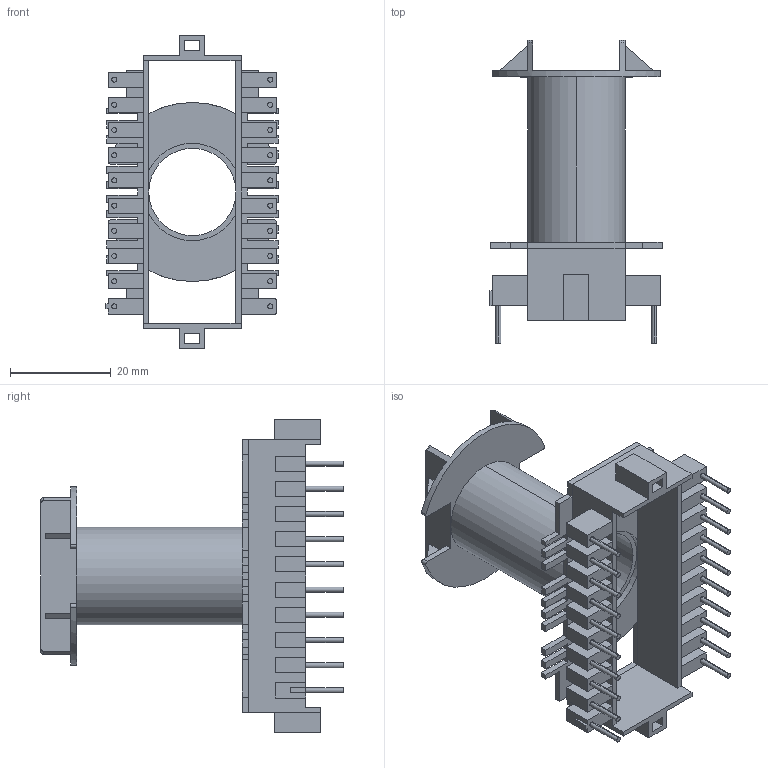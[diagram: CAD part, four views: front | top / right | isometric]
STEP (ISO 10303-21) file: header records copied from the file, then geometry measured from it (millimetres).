
FILE_DESCRIPTION (( 'STEP AP214' ), '1' );
FILE_NAME ('ETD49 Vertical 90648.STEP', '2024-11-06T13:24:18', ( '' ), ( '' ), 'SwSTEP 2.0', 'SolidWorks 2023', '' );
FILE_SCHEMA (( 'AUTOMOTIVE_DESIGN' ));
Length unit declared in the file: millimetre
Products named in the file (1): ETD49 Vertical 90648
Bounding box: 34.15 x 60.05 x 62 mm (x, y, z)
Volume: 8612.5 mm3; surface area: 16228.3 mm2
Topology: 23 solids, 23 shells, 379 faces, 937 edges, 620 vertices
Faces by surface type: plane 312, cylinder 61, torus 4, sphere 2
Entity records: 11376 total; most frequent: CARTESIAN_POINT 1991, ORIENTED_EDGE 1870, DIRECTION 1825, EDGE_CURVE 935, LINE 789, VECTOR 789, VERTEX_POINT 620, AXIS2_PLACEMENT_3D 518
